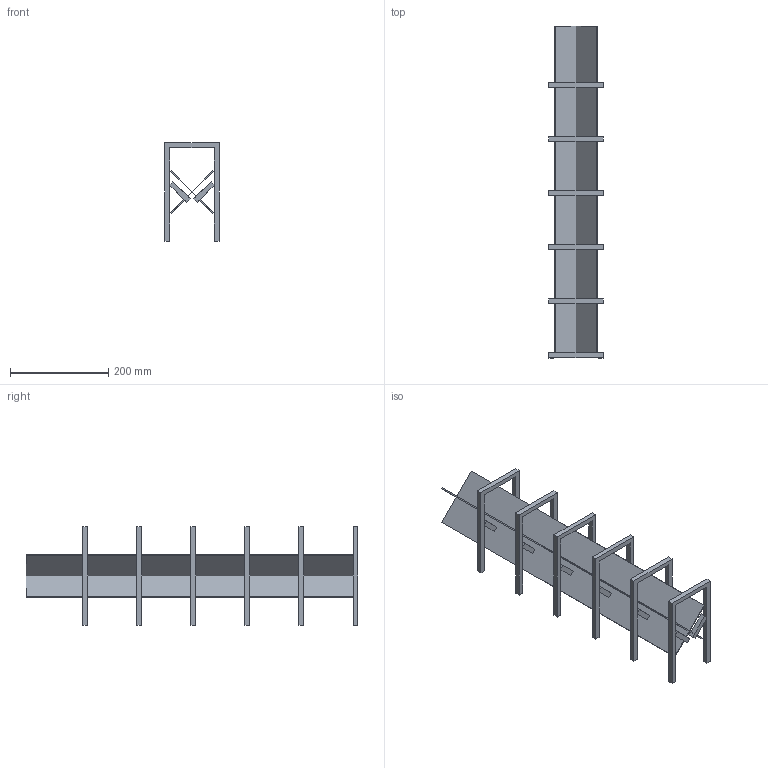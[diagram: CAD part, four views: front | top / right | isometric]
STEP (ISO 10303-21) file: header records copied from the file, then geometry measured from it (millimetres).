
FILE_DESCRIPTION(('Open CASCADE Model'),'2;1');
FILE_NAME('Open CASCADE Shape Model','2024-05-25T16:51:55',('Author'),( 'Open CASCADE'),'Open CASCADE STEP processor 7.7','Open CASCADE 7.7' ,'Unknown');
FILE_SCHEMA(('AUTOMOTIVE_DESIGN { 1 0 10303 214 1 1 1 1 }'));
Length unit declared in the file: millimetre
Products named in the file (1): Open CASCADE STEP translator 7.7 31
Bounding box: 110 x 675 x 200 mm (x, y, z)
Volume: 670543.4 mm3; surface area: 463893.7 mm2
Topology: 1 solids, 1 shells, 178 faces, 504 edges, 336 vertices
Faces by surface type: plane 178
Entity records: 12036 total; most frequent: CARTESIAN_POINT 2225, DIRECTION 1672, LINE 1314, VECTOR 1314, ORIENTED_EDGE 1008, PCURVE 1008, DEFINITIONAL_REPRESENTATION 1008, EDGE_CURVE 504
